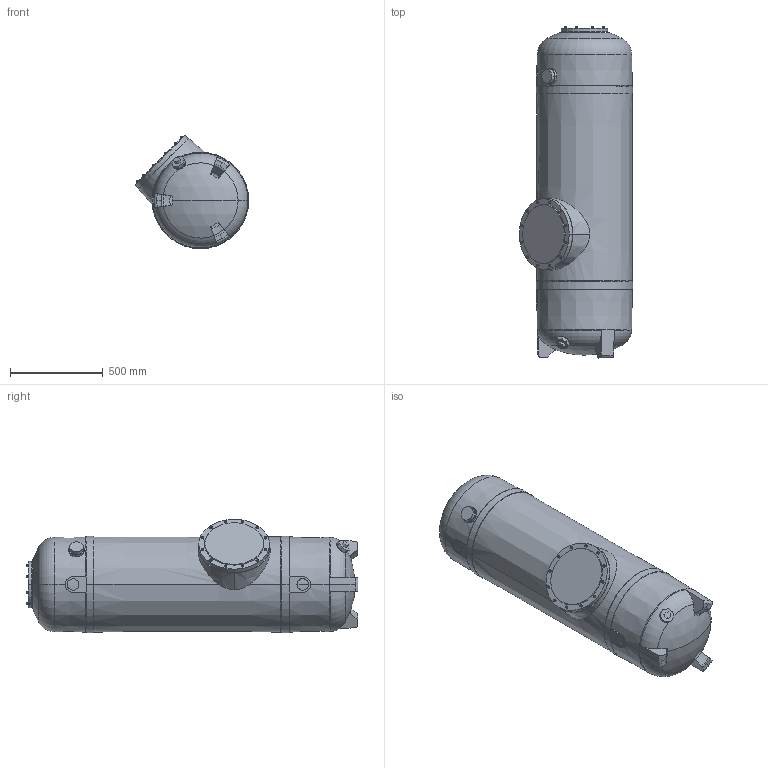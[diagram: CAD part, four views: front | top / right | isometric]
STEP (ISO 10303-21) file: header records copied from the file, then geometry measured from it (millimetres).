
FILE_DESCRIPTION (( 'STEP AP214' ), '1' );
FILE_NAME ('DCH_P_520.STEP', '2019-03-13T11:44:36', ( '' ), ( '' ), 'SwSTEP 2.0', 'SolidWorks 2018', '' );
FILE_SCHEMA (( 'AUTOMOTIVE_DESIGN' ));
Length unit declared in the file: millimetre
Products named in the file (1): DCH_P_520
Bounding box: 611.41 x 1787.06 x 611.41 mm (x, y, z)
Volume: 51903755.3 mm3; surface area: 6112610.4 mm2
Topology: 1 solids, 14 shells, 505 faces, 1211 edges, 773 vertices
Faces by surface type: plane 288, cylinder 105, sphere 48, cone 34, torus 30
Entity records: 19942 total; most frequent: CARTESIAN_POINT 3674, DIRECTION 2631, ORIENTED_EDGE 2358, EDGE_CURVE 1179, AXIS2_PLACEMENT_3D 987, VERTEX_POINT 757, LINE 657, VECTOR 657
